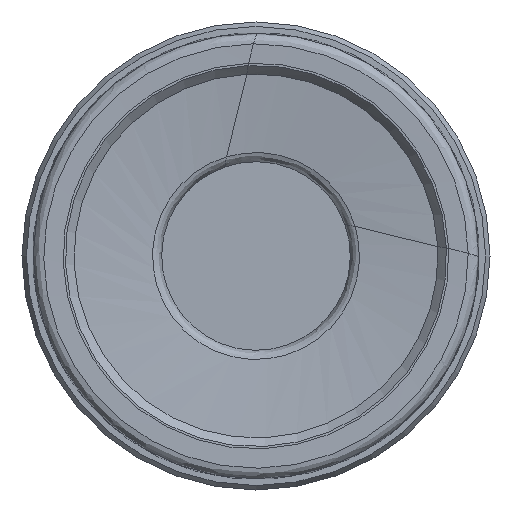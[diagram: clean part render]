
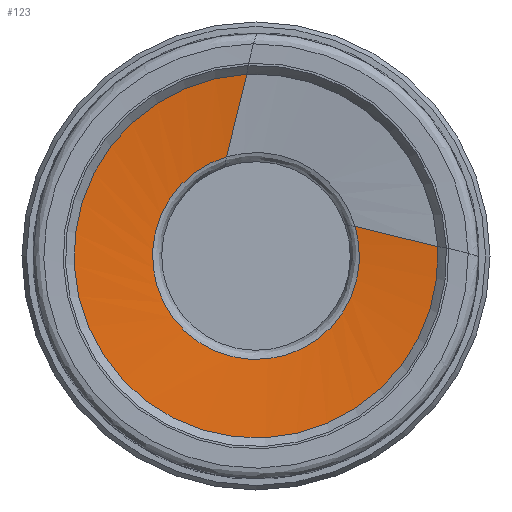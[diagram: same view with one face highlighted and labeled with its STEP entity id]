
A CAD part, left-side view. The second image highlights one B-rep face of the part: STEP entity #123.
In plain terms, the highlighted free-form (B-spline) face has degree [1, 3] with [2, 7] control points.
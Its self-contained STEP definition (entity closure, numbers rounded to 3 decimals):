
#123=ADVANCED_FACE('',(#198),#170,.F.);
#170=(
BOUNDED_SURFACE()
B_SPLINE_SURFACE(1,3,((#1110,#1111,#1112,#1113,#1114,#1115,#1116),(#1117,
#1118,#1119,#1120,#1121,#1122,#1123)),.UNSPECIFIED.,.F.,.F.,.F.)
B_SPLINE_SURFACE_WITH_KNOTS((2,2),(4,3,4),(0.,1.),(0.,0.5,1.),
 .UNSPECIFIED.)
GEOMETRIC_REPRESENTATION_ITEM()
RATIONAL_B_SPLINE_SURFACE(((1.,0.588,0.588,1.,0.588,
0.588,1.),(1.,0.588,0.588,1.,0.588,
0.588,1.)))
REPRESENTATION_ITEM('')
SURFACE()
);
#198=FACE_OUTER_BOUND('',#228,.T.);
#228=EDGE_LOOP('',(#368,#369,#370,#371));
#293=CIRCLE('',#652,4.643);
#294=CIRCLE('',#655,8.166);
#368=ORIENTED_EDGE('',*,*,#552,.F.);
#369=ORIENTED_EDGE('',*,*,#553,.T.);
#370=ORIENTED_EDGE('',*,*,#549,.T.);
#371=ORIENTED_EDGE('',*,*,#554,.T.);
#494=VERTEX_POINT('',#1073);
#495=VERTEX_POINT('',#1074);
#496=VERTEX_POINT('',#1106);
#497=VERTEX_POINT('',#1107);
#549=EDGE_CURVE('',#494,#495,#293,.T.);
#552=EDGE_CURVE('',#496,#497,#294,.T.);
#553=EDGE_CURVE('',#496,#494,#608,.T.);
#554=EDGE_CURVE('',#495,#497,#609,.T.);
#608=LINE('',#1108,#628);
#609=LINE('',#1109,#629);
#628=VECTOR('',#762,1.);
#629=VECTOR('',#763,1.);
#652=AXIS2_PLACEMENT_3D('',#1072,#754,#755);
#655=AXIS2_PLACEMENT_3D('',#1105,#760,#761);
#754=DIRECTION('',(1.,0.,0.));
#755=DIRECTION('',(0.,-0.959,0.285));
#760=DIRECTION('',(1.,0.,0.));
#761=DIRECTION('',(0.,-0.999,0.052));
#762=DIRECTION('',(0.1,0.967,0.236));
#763=DIRECTION('',(-0.1,-0.236,0.966));
#1072=CARTESIAN_POINT('',(0.838,0.,0.));
#1073=CARTESIAN_POINT('',(0.838,-4.451,1.324));
#1074=CARTESIAN_POINT('',(0.838,1.32,4.452));
#1105=CARTESIAN_POINT('',(0.454,0.,0.));
#1106=CARTESIAN_POINT('',(0.454,-8.155,0.421));
#1107=CARTESIAN_POINT('',(0.454,0.414,8.155));
#1108=CARTESIAN_POINT('',(0.838,-4.451,1.324));
#1109=CARTESIAN_POINT('',(0.838,1.32,4.452));
#1110=CARTESIAN_POINT('',(0.838,-4.451,1.324));
#1111=CARTESIAN_POINT('',(0.838,-5.836,-3.336));
#1112=CARTESIAN_POINT('',(0.838,-2.061,-6.399));
#1113=CARTESIAN_POINT('',(0.838,2.213,-4.082));
#1114=CARTESIAN_POINT('',(0.838,6.487,-1.765));
#1115=CARTESIAN_POINT('',(0.838,5.981,3.07));
#1116=CARTESIAN_POINT('',(0.838,1.32,4.452));
#1117=CARTESIAN_POINT('',(0.454,-8.155,0.421));
#1118=CARTESIAN_POINT('',(0.454,-8.596,-8.117));
#1119=CARTESIAN_POINT('',(0.454,-0.875,-11.79));
#1120=CARTESIAN_POINT('',(0.454,5.471,-6.062));
#1121=CARTESIAN_POINT('',(0.454,11.818,-0.333));
#1122=CARTESIAN_POINT('',(0.454,8.953,7.722));
#1123=CARTESIAN_POINT('',(0.454,0.414,8.155));
